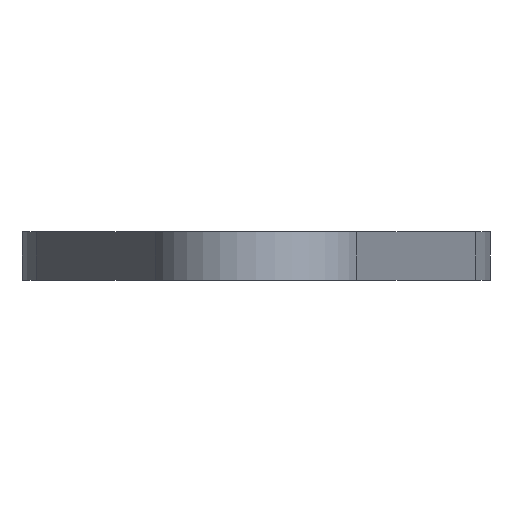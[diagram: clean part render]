
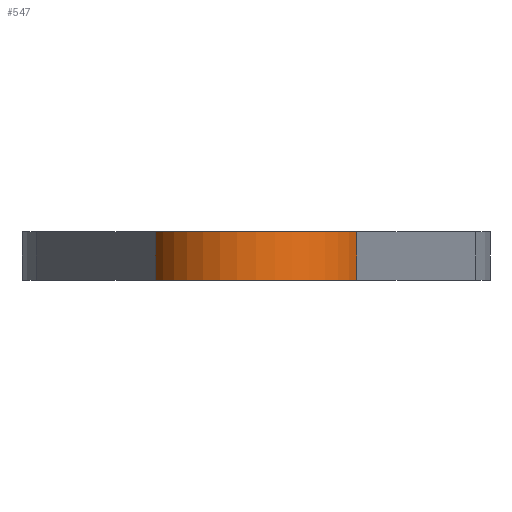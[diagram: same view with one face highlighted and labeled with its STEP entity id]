
A CAD part, left-side view. The second image highlights one B-rep face of the part: STEP entity #547.
In plain terms, the highlighted cylindrical face has radius 11 mm (diameter 22 mm), a partial arc.
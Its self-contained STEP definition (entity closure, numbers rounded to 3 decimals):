
#1 = DIRECTION ( 'NONE',  ( -1., 0., 0. ) ) ;
#12 = DIRECTION ( 'NONE',  ( 0., 0., -1. ) ) ;
#76 = VERTEX_POINT ( 'NONE', #486 ) ;
#77 = AXIS2_PLACEMENT_3D ( 'NONE', #652, #12, #1 ) ;
#88 = DIRECTION ( 'NONE',  ( 1., 0., 0. ) ) ;
#90 = EDGE_CURVE ( 'NONE', #284, #76, #735, .T. ) ;
#124 = VERTEX_POINT ( 'NONE', #719 ) ;
#137 = ORIENTED_EDGE ( 'NONE', *, *, #90, .F. ) ;
#144 = ORIENTED_EDGE ( 'NONE', *, *, #505, .F. ) ;
#195 = CARTESIAN_POINT ( 'NONE',  ( -40.865, 10.299, 0. ) ) ;
#223 = DIRECTION ( 'NONE',  ( 1., 0., 0. ) ) ;
#238 = CARTESIAN_POINT ( 'NONE',  ( -37., 0., 5. ) ) ;
#251 = CARTESIAN_POINT ( 'NONE',  ( -40.865, -10.299, 5. ) ) ;
#284 = VERTEX_POINT ( 'NONE', #519 ) ;
#311 = VERTEX_POINT ( 'NONE', #195 ) ;
#325 = AXIS2_PLACEMENT_3D ( 'NONE', #238, #729, #88 ) ;
#327 = CARTESIAN_POINT ( 'NONE',  ( -40.865, 10.299, 5. ) ) ;
#378 = EDGE_CURVE ( 'NONE', #311, #76, #452, .T. ) ;
#392 = CYLINDRICAL_SURFACE ( 'NONE', #77, 11. ) ;
#452 = CIRCLE ( 'NONE', #507, 11. ) ;
#486 = CARTESIAN_POINT ( 'NONE',  ( -40.865, -10.299, 0. ) ) ;
#492 = DIRECTION ( 'NONE',  ( 0., 0., -1. ) ) ;
#505 = EDGE_CURVE ( 'NONE', #124, #284, #544, .T. ) ;
#507 = AXIS2_PLACEMENT_3D ( 'NONE', #782, #1024, #223 ) ;
#519 = CARTESIAN_POINT ( 'NONE',  ( -40.865, -10.299, 5. ) ) ;
#544 = CIRCLE ( 'NONE', #325, 11. ) ;
#547 = ADVANCED_FACE ( 'NONE', ( #789 ), #392, .T. ) ;
#647 = DIRECTION ( 'NONE',  ( 0., 0., -1. ) ) ;
#652 = CARTESIAN_POINT ( 'NONE',  ( -37., 0., 5. ) ) ;
#719 = CARTESIAN_POINT ( 'NONE',  ( -40.865, 10.299, 5. ) ) ;
#729 = DIRECTION ( 'NONE',  ( 0., 0., 1. ) ) ;
#735 = LINE ( 'NONE', #251, #784 ) ;
#759 = EDGE_CURVE ( 'NONE', #124, #311, #797, .T. ) ;
#779 = ORIENTED_EDGE ( 'NONE', *, *, #759, .T. ) ;
#782 = CARTESIAN_POINT ( 'NONE',  ( -37., 0., 0. ) ) ;
#784 = VECTOR ( 'NONE', #492, 1000. ) ;
#789 = FACE_OUTER_BOUND ( 'NONE', #828, .T. ) ;
#797 = LINE ( 'NONE', #327, #1000 ) ;
#828 = EDGE_LOOP ( 'NONE', ( #906, #137, #144, #779 ) ) ;
#906 = ORIENTED_EDGE ( 'NONE', *, *, #378, .T. ) ;
#1000 = VECTOR ( 'NONE', #647, 1000. ) ;
#1024 = DIRECTION ( 'NONE',  ( 0., 0., 1. ) ) ;
